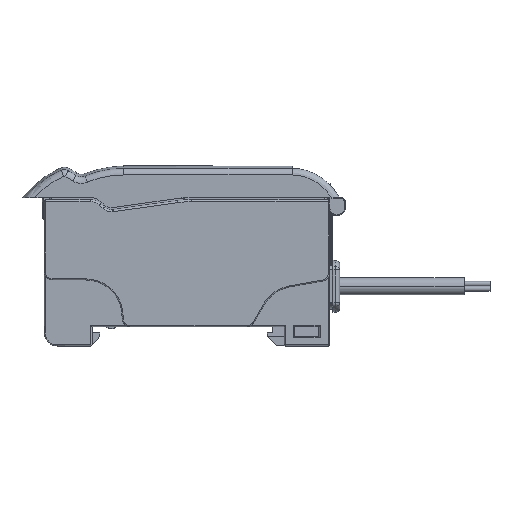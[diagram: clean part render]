
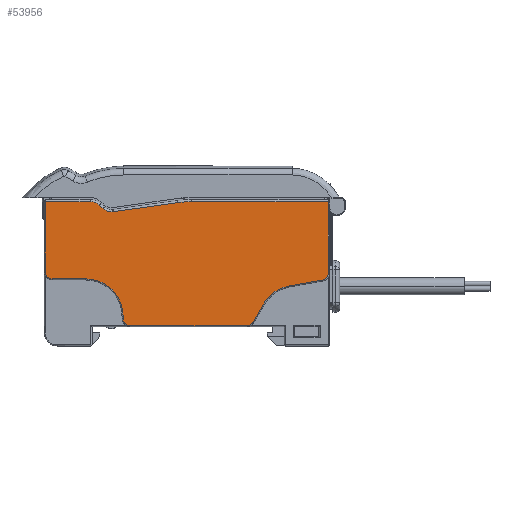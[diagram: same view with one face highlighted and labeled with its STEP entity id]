
A CAD part, top view. The second image highlights one B-rep face of the part: STEP entity #53956.
In plain terms, the highlighted planar face has unit normal (0, 0, 1).
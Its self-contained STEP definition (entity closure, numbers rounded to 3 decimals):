
#45658=DIRECTION('',(-1.,0.,0.));
#45659=VECTOR('',#45658,8.648);
#45660=CARTESIAN_POINT('',(8.848,29.1,4.5));
#45661=LINE('',#45660,#45659);
#45662=CARTESIAN_POINT('',(8.848,26.5,4.5));
#45663=DIRECTION('',(0.,0.,1.));
#45664=DIRECTION('',(0.669,0.743,0.));
#45665=AXIS2_PLACEMENT_3D('',#45662,#45663,#45664);
#45667=DIRECTION('',(-0.743,0.669,0.));
#45668=VECTOR('',#45667,1.004);
#45669=CARTESIAN_POINT('',(11.334,27.76,4.5));
#45670=LINE('',#45669,#45668);
#45671=CARTESIAN_POINT('',(12.94,29.544,4.5));
#45672=DIRECTION('',(0.,0.,-1.));
#45673=DIRECTION('',(0.139,-0.99,0.));
#45674=AXIS2_PLACEMENT_3D('',#45671,#45672,#45673);
#45676=DIRECTION('',(-0.99,-0.139,0.));
#45677=VECTOR('',#45676,12.518);
#45678=CARTESIAN_POINT('',(25.671,28.909,4.5));
#45679=LINE('',#45678,#45677);
#45680=CARTESIAN_POINT('',(28.399,9.5,4.5));
#45681=DIRECTION('',(0.,0.,1.));
#45682=DIRECTION('',(0.,1.,0.));
#45683=AXIS2_PLACEMENT_3D('',#45680,#45681,#45682);
#45685=DIRECTION('',(-1.,0.,0.));
#45686=VECTOR('',#45685,26.401);
#45687=CARTESIAN_POINT('',(54.8,29.1,4.5));
#45688=LINE('',#45687,#45686);
#45689=DIRECTION('',(0.,-1.,0.));
#45690=VECTOR('',#45689,13.841);
#45691=CARTESIAN_POINT('',(54.8,29.1,4.5));
#45692=LINE('',#45691,#45690);
#45693=CARTESIAN_POINT('',(53.5,15.259,4.5));
#45694=DIRECTION('',(0.,0.,-1.));
#45695=DIRECTION('',(1.,0.,0.));
#45696=AXIS2_PLACEMENT_3D('',#45693,#45694,#45695);
#45698=DIRECTION('',(-0.985,-0.174,0.));
#45699=VECTOR('',#45698,6.559);
#45700=CARTESIAN_POINT('',(53.726,13.978,4.5));
#45701=LINE('',#45700,#45699);
#45702=CARTESIAN_POINT('',(48.517,5.746,4.5));
#45703=DIRECTION('',(0.,0.,1.));
#45704=DIRECTION('',(-0.174,0.985,0.));
#45705=AXIS2_PLACEMENT_3D('',#45702,#45703,#45704);
#45707=DIRECTION('',(-0.5,-0.866,0.));
#45708=VECTOR('',#45707,4.039);
#45709=CARTESIAN_POINT('',(42.279,9.348,4.5));
#45710=LINE('',#45709,#45708);
#45711=CARTESIAN_POINT('',(39.134,6.5,4.5));
#45712=DIRECTION('',(0.,0.,-1.));
#45713=DIRECTION('',(0.866,-0.5,0.));
#45714=AXIS2_PLACEMENT_3D('',#45711,#45712,#45713);
#45716=DIRECTION('',(-1.,0.,0.));
#45717=VECTOR('',#45716,22.634);
#45718=CARTESIAN_POINT('',(39.134,5.2,4.5));
#45719=LINE('',#45718,#45717);
#45720=CARTESIAN_POINT('',(16.5,6.5,4.5));
#45721=DIRECTION('',(0.,0.,-1.));
#45722=DIRECTION('',(0.,-1.,0.));
#45723=AXIS2_PLACEMENT_3D('',#45720,#45721,#45722);
#45725=DIRECTION('',(0.,1.,0.));
#45726=VECTOR('',#45725,0.5);
#45727=CARTESIAN_POINT('',(15.2,6.5,4.5));
#45728=LINE('',#45727,#45726);
#45729=CARTESIAN_POINT('',(8.,7.,4.5));
#45730=DIRECTION('',(0.,0.,1.));
#45731=DIRECTION('',(1.,0.,0.));
#45732=AXIS2_PLACEMENT_3D('',#45729,#45730,#45731);
#45734=DIRECTION('',(-1.,0.,0.));
#45735=VECTOR('',#45734,6.5);
#45736=CARTESIAN_POINT('',(8.,14.2,4.5));
#45737=LINE('',#45736,#45735);
#45738=CARTESIAN_POINT('',(1.5,15.5,4.5));
#45739=DIRECTION('',(0.,0.,-1.));
#45740=DIRECTION('',(0.,-1.,0.));
#45741=AXIS2_PLACEMENT_3D('',#45738,#45739,#45740);
#45743=DIRECTION('',(0.,1.,0.));
#45744=VECTOR('',#45743,13.6);
#45745=CARTESIAN_POINT('',(0.2,15.5,4.5));
#45746=LINE('',#45745,#45744);
#48823=CARTESIAN_POINT('',(1.5,14.2,4.5));
#48824=CARTESIAN_POINT('',(0.2,15.5,4.5));
#48825=VERTEX_POINT('',#48823);
#48826=VERTEX_POINT('',#48824);
#48829=CARTESIAN_POINT('',(8.,14.2,4.5));
#48830=VERTEX_POINT('',#48829);
#48833=CARTESIAN_POINT('',(15.2,7.,4.5));
#48834=VERTEX_POINT('',#48833);
#48837=CARTESIAN_POINT('',(15.2,6.5,4.5));
#48838=VERTEX_POINT('',#48837);
#48841=CARTESIAN_POINT('',(16.5,5.2,4.5));
#48842=VERTEX_POINT('',#48841);
#48845=CARTESIAN_POINT('',(39.134,5.2,4.5));
#48846=VERTEX_POINT('',#48845);
#48849=CARTESIAN_POINT('',(40.26,5.85,4.5));
#48850=VERTEX_POINT('',#48849);
#48853=CARTESIAN_POINT('',(42.279,9.348,4.5));
#48854=VERTEX_POINT('',#48853);
#48857=CARTESIAN_POINT('',(47.266,12.839,4.5));
#48858=VERTEX_POINT('',#48857);
#48861=CARTESIAN_POINT('',(53.726,13.978,4.5));
#48862=VERTEX_POINT('',#48861);
#48865=CARTESIAN_POINT('',(54.8,15.259,4.5));
#48866=VERTEX_POINT('',#48865);
#48889=CARTESIAN_POINT('',(8.848,29.1,4.5));
#48890=CARTESIAN_POINT('',(0.2,29.1,
4.5));
#48891=VERTEX_POINT('',#48889);
#48892=VERTEX_POINT('',#48890);
#48893=CARTESIAN_POINT('',(10.588,28.432,4.5));
#48894=VERTEX_POINT('',#48893);
#48897=CARTESIAN_POINT('',(11.334,27.76,4.5));
#48898=VERTEX_POINT('',#48897);
#48901=CARTESIAN_POINT('',(13.274,27.167,4.5));
#48902=VERTEX_POINT('',#48901);
#48905=CARTESIAN_POINT('',(25.671,28.909,4.5));
#48906=VERTEX_POINT('',#48905);
#48909=CARTESIAN_POINT('',(28.399,29.1,4.5));
#48910=VERTEX_POINT('',#48909);
#48913=CARTESIAN_POINT('',(54.8,29.1,4.5));
#48914=VERTEX_POINT('',#48913);
#53917=CARTESIAN_POINT('',(0.,0.,4.5));
#53918=DIRECTION('',(0.,0.,1.));
#53919=DIRECTION('',(1.,0.,0.));
#53920=AXIS2_PLACEMENT_3D('',#53917,#53918,#53919);
#53921=PLANE('',#53920);
#53922=ORIENTED_EDGE('',*,*,#53896,.F.);
#53923=ORIENTED_EDGE('',*,*,#53907,.F.);
#53925=ORIENTED_EDGE('',*,*,#53924,.F.);
#53927=ORIENTED_EDGE('',*,*,#53926,.F.);
#53929=ORIENTED_EDGE('',*,*,#53928,.F.);
#53931=ORIENTED_EDGE('',*,*,#53930,.F.);
#53933=ORIENTED_EDGE('',*,*,#53932,.F.);
#53935=ORIENTED_EDGE('',*,*,#53934,.T.);
#53937=ORIENTED_EDGE('',*,*,#53936,.T.);
#53939=ORIENTED_EDGE('',*,*,#53938,.T.);
#53941=ORIENTED_EDGE('',*,*,#53940,.T.);
#53943=ORIENTED_EDGE('',*,*,#53942,.T.);
#53945=ORIENTED_EDGE('',*,*,#53944,.T.);
#53947=ORIENTED_EDGE('',*,*,#53946,.T.);
#53948=ORIENTED_EDGE('',*,*,#53674,.T.);
#53949=ORIENTED_EDGE('',*,*,#53690,.T.);
#53950=ORIENTED_EDGE('',*,*,#53731,.T.);
#53951=ORIENTED_EDGE('',*,*,#53746,.T.);
#53952=ORIENTED_EDGE('',*,*,#53788,.T.);
#53953=ORIENTED_EDGE('',*,*,#53801,.T.);
#53954=EDGE_LOOP('',(#53922,#53923,#53925,#53927,#53929,#53931,#53933,#53935,
#53937,#53939,#53941,#53943,#53945,#53947,#53948,#53949,#53950,#53951,#53952,
#53953));
#53955=FACE_OUTER_BOUND('',#53954,.F.);
#53956=ADVANCED_FACE('',(#53955),#53921,.T.);
#45666=CIRCLE('',#45665,2.6);
#45675=CIRCLE('',#45674,2.4);
#45684=CIRCLE('',#45683,19.6);
#45697=CIRCLE('',#45696,1.3);
#45706=CIRCLE('',#45705,7.202);
#45715=CIRCLE('',#45714,1.3);
#45724=CIRCLE('',#45723,1.3);
#45733=CIRCLE('',#45732,7.2);
#45742=CIRCLE('',#45741,1.3);
#53674=EDGE_CURVE('',#48842,#48838,#45724,.T.);
#53690=EDGE_CURVE('',#48838,#48834,#45728,.T.);
#53731=EDGE_CURVE('',#48834,#48830,#45733,.T.);
#53746=EDGE_CURVE('',#48830,#48825,#45737,.T.);
#53788=EDGE_CURVE('',#48825,#48826,#45742,.T.);
#53801=EDGE_CURVE('',#48826,#48892,#45746,.T.);
#53896=EDGE_CURVE('',#48891,#48892,#45661,.T.);
#53907=EDGE_CURVE('',#48894,#48891,#45666,.T.);
#53924=EDGE_CURVE('',#48898,#48894,#45670,.T.);
#53926=EDGE_CURVE('',#48902,#48898,#45675,.T.);
#53928=EDGE_CURVE('',#48906,#48902,#45679,.T.);
#53930=EDGE_CURVE('',#48910,#48906,#45684,.T.);
#53932=EDGE_CURVE('',#48914,#48910,#45688,.T.);
#53934=EDGE_CURVE('',#48914,#48866,#45692,.T.);
#53936=EDGE_CURVE('',#48866,#48862,#45697,.T.);
#53938=EDGE_CURVE('',#48862,#48858,#45701,.T.);
#53940=EDGE_CURVE('',#48858,#48854,#45706,.T.);
#53942=EDGE_CURVE('',#48854,#48850,#45710,.T.);
#53944=EDGE_CURVE('',#48850,#48846,#45715,.T.);
#53946=EDGE_CURVE('',#48846,#48842,#45719,.T.);
